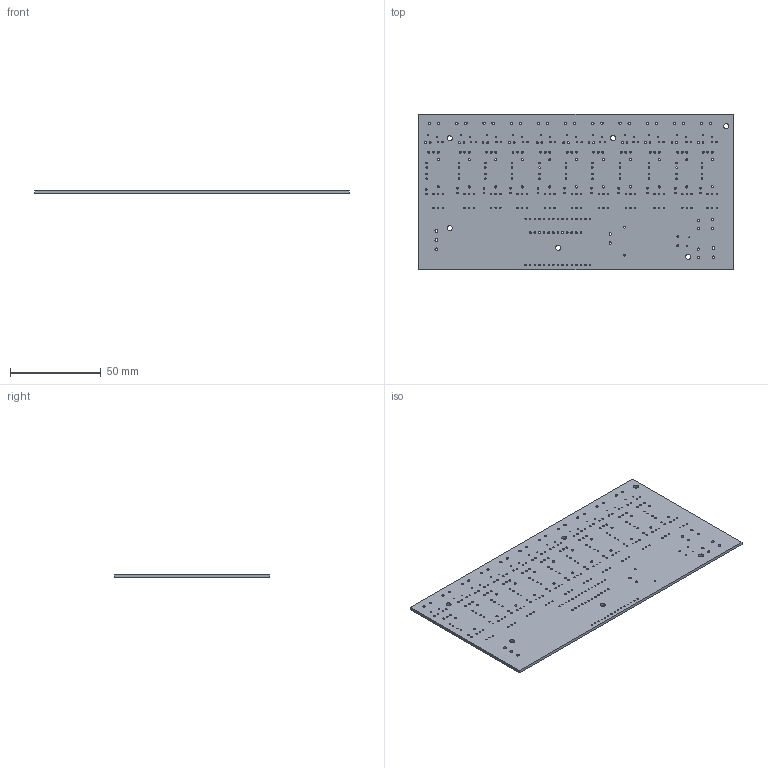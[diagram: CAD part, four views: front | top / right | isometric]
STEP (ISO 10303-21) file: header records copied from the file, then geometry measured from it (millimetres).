
FILE_DESCRIPTION(('KiCad electronic assembly'),'2;1');
FILE_NAME('Central Heating Control PBA.step','2022-05-07T15:58:30',( 'Pcbnew'),('Kicad'),'Open CASCADE STEP processor 7.6', 'KiCad to STEP converter','Unknown');
FILE_SCHEMA(('AUTOMOTIVE_DESIGN { 1 0 10303 214 1 1 1 1 }'));
Length unit declared in the file: millimetre
Products named in the file (2): Central Heating Control PBA 1; Central Heating Control PBA PCB
Assembly tree (1 placements, depth 2):
  Central Heating Control PBA 1
    Central Heating Control PBA PCB
Bounding box: 173.35 x 85.51 x 1.59 mm (x, y, z)
Volume: 23128.6 mm3; surface area: 31549.1 mm2
Topology: 1 solids, 1 shells, 348 faces, 1038 edges, 692 vertices
Faces by surface type: cylinder 342, plane 6
Full cylindrical faces by diameter (mm): 0.6 x24, 0.762 x30, 0.8 x132, 0.9 x22, 1 x38, 1.1 x33, 1.2 x22, 1.3 x30, 1.52 x5, 2.84 x6
Entity records: 29087 total; most frequent: CARTESIAN_POINT 8260, DIRECTION 3814, ORIENTED_EDGE 2076, PCURVE 2076, DEFINITIONAL_REPRESENTATION 2076, LINE 1746, VECTOR 1746, EDGE_CURVE 1038
